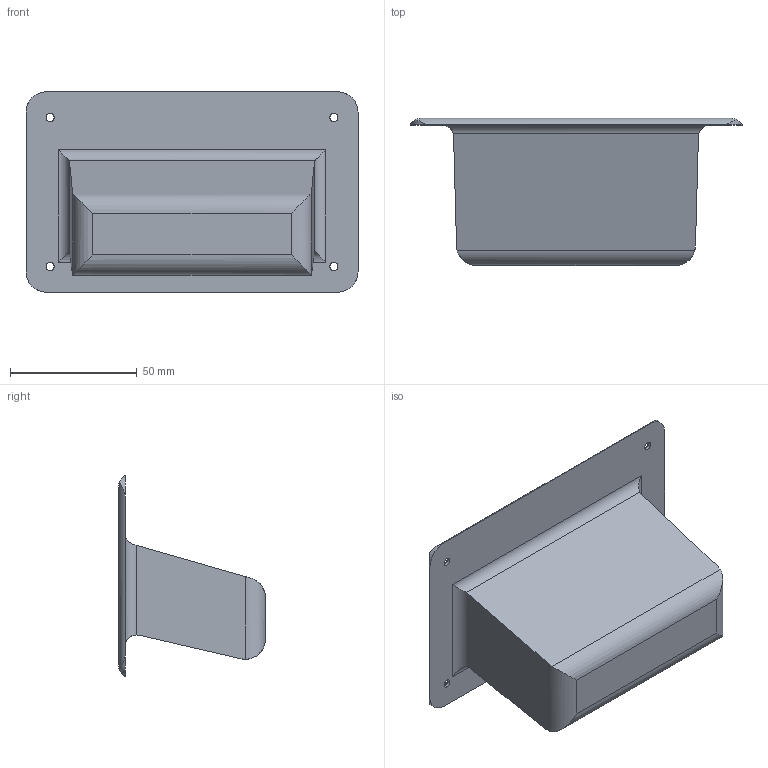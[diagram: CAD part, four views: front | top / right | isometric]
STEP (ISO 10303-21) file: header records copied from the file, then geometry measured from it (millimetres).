
FILE_DESCRIPTION( ( 'STEP AP214' ), '1' );
FILE_NAME( 'K1079.1121.stp', '2020-12-04T13:06:52', ( '' ), ( '' ), ' ', 'PARTsolutions', ' ' );
FILE_SCHEMA( ( 'AUTOMOTIVE_DESIGN { 1 0 10303 214 1 1 1 1 }' ) );
Length unit declared in the file: millimetre
Products named in the file (1): _K1079.1121
Bounding box: 131 x 58 x 79 mm (x, y, z)
Volume: 40789.2 mm3; surface area: 46351.7 mm2
Topology: 1 solids, 1 shells, 44 faces, 116 edges, 76 vertices
Faces by surface type: cylinder 28, plane 12, cone 4
Full cylindrical faces by diameter (mm): 3.2 x4
Entity records: 1820 total; most frequent: CARTESIAN_POINT 341, DIRECTION 242, ORIENTED_EDGE 216, EDGE_CURVE 108, AXIS2_PLACEMENT_3D 97, VERTEX_POINT 76, EDGE_LOOP 62, FACE_OUTER_BOUND 48
